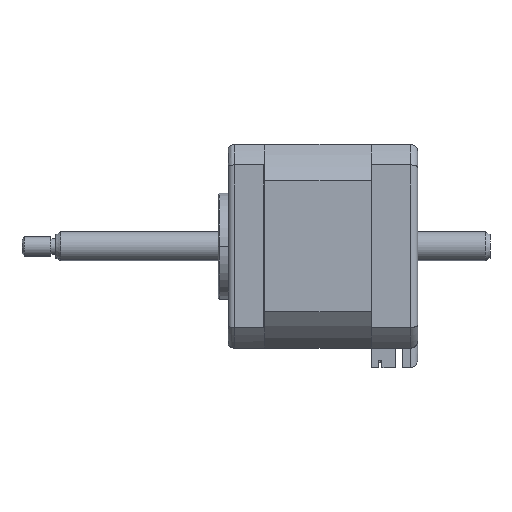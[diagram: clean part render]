
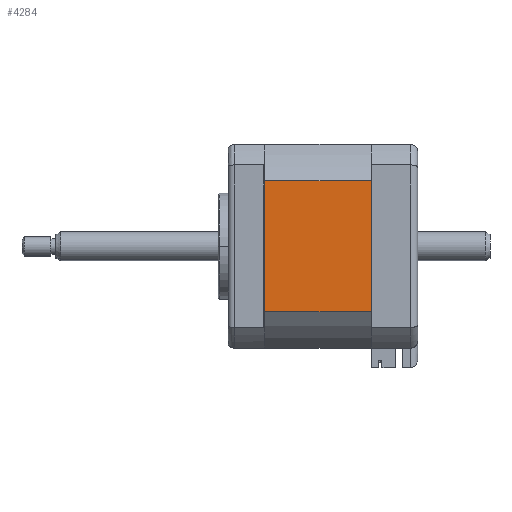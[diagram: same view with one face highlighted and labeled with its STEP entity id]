
A CAD part, top view. The second image highlights one B-rep face of the part: STEP entity #4284.
In plain terms, the highlighted planar face has unit normal (0, 0, 1).
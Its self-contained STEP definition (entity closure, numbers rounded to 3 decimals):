
#192 = VECTOR ( 'NONE', #7616, 1000. ) ;
#491 = DIRECTION ( 'NONE',  ( -1., 0., 0. ) ) ;
#648 = CARTESIAN_POINT ( 'NONE',  ( 1.977, -9.122, 69.4 ) ) ;
#878 = AXIS2_PLACEMENT_3D ( 'NONE', #3091, #10907, #5762 ) ;
#1553 = LINE ( 'NONE', #8344, #5953 ) ;
#1904 = DIRECTION ( 'NONE',  ( 0., -1., 0. ) ) ;
#2045 = CARTESIAN_POINT ( 'NONE',  ( 1.977, 18.066, 69.4 ) ) ;
#2301 = VERTEX_POINT ( 'NONE', #2983 ) ;
#2740 = ORIENTED_EDGE ( 'NONE', *, *, #7969, .F. ) ;
#2767 = CARTESIAN_POINT ( 'NONE',  ( -20.023, -9.122, 69.4 ) ) ;
#2983 = CARTESIAN_POINT ( 'NONE',  ( 1.977, -9.122, 69.4 ) ) ;
#3091 = CARTESIAN_POINT ( 'NONE',  ( 1.977, -9.122, 69.4 ) ) ;
#3735 = EDGE_LOOP ( 'NONE', ( #4691, #2740, #8832, #4176 ) ) ;
#3759 = VECTOR ( 'NONE', #1904, 1000. ) ;
#4176 = ORIENTED_EDGE ( 'NONE', *, *, #4929, .T. ) ;
#4178 = VERTEX_POINT ( 'NONE', #8124 ) ;
#4284 = ADVANCED_FACE ( 'NONE', ( #5051 ), #10019, .F. ) ;
#4691 = ORIENTED_EDGE ( 'NONE', *, *, #10152, .T. ) ;
#4929 = EDGE_CURVE ( 'NONE', #7698, #5602, #9139, .T. ) ;
#5051 = FACE_OUTER_BOUND ( 'NONE', #3735, .T. ) ;
#5602 = VERTEX_POINT ( 'NONE', #6576 ) ;
#5643 = EDGE_CURVE ( 'NONE', #7698, #2301, #1553, .T. ) ;
#5762 = DIRECTION ( 'NONE',  ( -1., 0., 0. ) ) ;
#5953 = VECTOR ( 'NONE', #10895, 1000. ) ;
#6576 = CARTESIAN_POINT ( 'NONE',  ( -20.023, 18.066, 69.4 ) ) ;
#7616 = DIRECTION ( 'NONE',  ( -1., 0., 0. ) ) ;
#7698 = VERTEX_POINT ( 'NONE', #2045 ) ;
#7969 = EDGE_CURVE ( 'NONE', #2301, #4178, #9461, .T. ) ;
#8124 = CARTESIAN_POINT ( 'NONE',  ( -20.023, -9.122, 69.4 ) ) ;
#8344 = CARTESIAN_POINT ( 'NONE',  ( 1.977, -9.122, 69.4 ) ) ;
#8832 = ORIENTED_EDGE ( 'NONE', *, *, #5643, .F. ) ;
#9139 = LINE ( 'NONE', #9143, #10935 ) ;
#9143 = CARTESIAN_POINT ( 'NONE',  ( 1.977, 18.066, 69.4 ) ) ;
#9461 = LINE ( 'NONE', #648, #192 ) ;
#10019 = PLANE ( 'NONE',  #878 ) ;
#10152 = EDGE_CURVE ( 'NONE', #5602, #4178, #10655, .T. ) ;
#10655 = LINE ( 'NONE', #2767, #3759 ) ;
#10895 = DIRECTION ( 'NONE',  ( 0., -1., 0. ) ) ;
#10907 = DIRECTION ( 'NONE',  ( 0., 0., -1. ) ) ;
#10935 = VECTOR ( 'NONE', #491, 1000. ) ;
